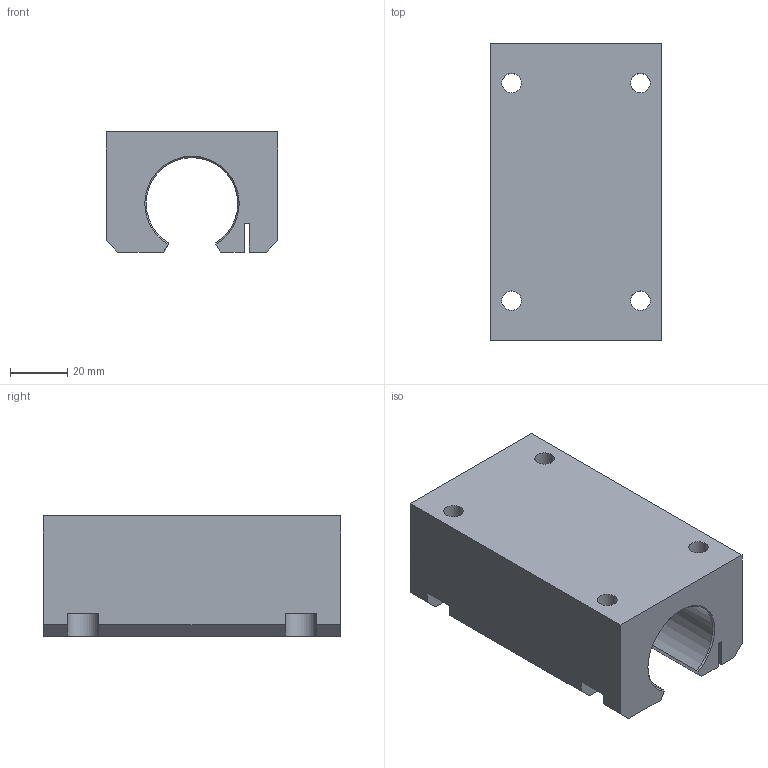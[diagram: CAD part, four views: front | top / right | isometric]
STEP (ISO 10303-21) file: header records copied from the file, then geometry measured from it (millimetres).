
FILE_DESCRIPTION( ( 'STEP AP214' ), '1' );
FILE_NAME( 'STGOE-20.stp', '2010-08-02T09:38:23', ( ' ' ), ( ' ' ), 'XStep 1.0', ' ', ' ' );
FILE_SCHEMA( ( 'CONFIG_CONTROL_DESIGN) ( )' ) );
Length unit declared in the file: metre
Products named in the file (1): 1
Bounding box: 60 x 104 x 42 mm (x, y, z)
Volume: 161334 mm3; surface area: 37305 mm2
Topology: 1 solids, 1 shells, 62 faces, 180 edges, 121 vertices
Faces by surface type: plane 41, cylinder 19, cone 2
Full cylindrical faces by diameter (mm): 4 x3, 6.8 x4, 8 x3
Entity records: 2627 total; most frequent: CARTESIAN_POINT 499, ORIENTED_EDGE 328, DIRECTION 323, EDGE_CURVE 164, LINE 117, VECTOR 117, VERTEX_POINT 115, AXIS2_PLACEMENT_3D 103
